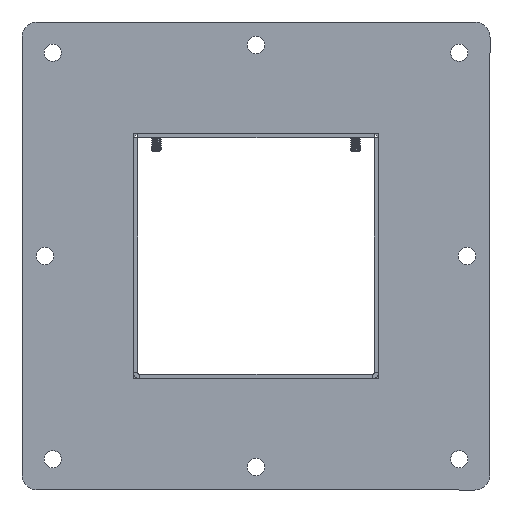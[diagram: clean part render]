
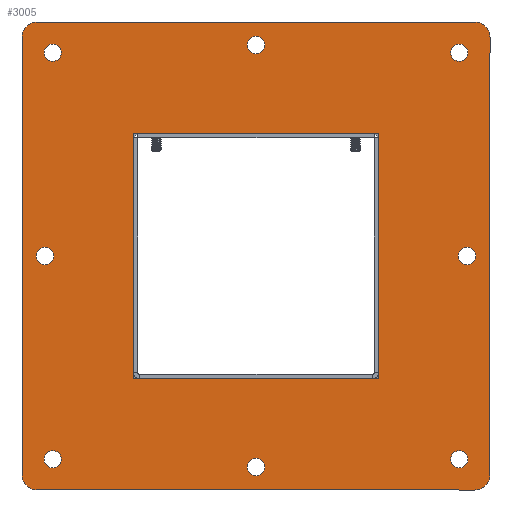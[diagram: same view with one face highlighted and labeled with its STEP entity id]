
A CAD part, front view. The second image highlights one B-rep face of the part: STEP entity #3005.
In plain terms, the highlighted face is planar.
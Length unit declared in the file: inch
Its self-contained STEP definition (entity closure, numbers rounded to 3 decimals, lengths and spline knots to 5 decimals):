
#251=FACE_BOUND('',#701,.T.);
#252=FACE_BOUND('',#702,.T.);
#253=FACE_BOUND('',#703,.T.);
#254=FACE_BOUND('',#704,.T.);
#255=FACE_BOUND('',#705,.T.);
#256=FACE_BOUND('',#706,.T.);
#257=FACE_BOUND('',#707,.T.);
#258=FACE_BOUND('',#708,.T.);
#259=FACE_BOUND('',#709,.T.);
#324=CIRCLE('',#3162,0.14063);
#326=CIRCLE('',#3165,0.14063);
#328=CIRCLE('',#3168,0.14063);
#330=CIRCLE('',#3171,0.14063);
#332=CIRCLE('',#3174,0.14063);
#334=CIRCLE('',#3177,0.14063);
#336=CIRCLE('',#3180,0.14063);
#338=CIRCLE('',#3183,0.14063);
#340=CIRCLE('',#3186,0.25);
#342=CIRCLE('',#3190,0.25);
#344=CIRCLE('',#3194,0.25);
#346=CIRCLE('',#3198,0.25);
#523=FACE_OUTER_BOUND('',#700,.T.);
#700=EDGE_LOOP('',(#2182,#2183,#2184,#2185,#2186,#2187,#2188,#2189));
#701=EDGE_LOOP('',(#2190,#2191,#2192,#2193));
#702=EDGE_LOOP('',(#2194));
#703=EDGE_LOOP('',(#2195));
#704=EDGE_LOOP('',(#2196));
#705=EDGE_LOOP('',(#2197));
#706=EDGE_LOOP('',(#2198));
#707=EDGE_LOOP('',(#2199));
#708=EDGE_LOOP('',(#2200));
#709=EDGE_LOOP('',(#2201));
#895=LINE('',#4299,#1088);
#898=LINE('',#4305,#1091);
#901=LINE('',#4311,#1094);
#904=LINE('',#4315,#1097);
#909=LINE('',#4370,#1102);
#913=LINE('',#4382,#1106);
#917=LINE('',#4394,#1110);
#920=LINE('',#4403,#1113);
#1088=VECTOR('',#3558,4.);
#1091=VECTOR('',#3563,4.);
#1094=VECTOR('',#3568,4.);
#1097=VECTOR('',#3573,4.);
#1102=VECTOR('',#3634,7.125);
#1106=VECTOR('',#3646,7.125);
#1110=VECTOR('',#3658,7.125);
#1113=VECTOR('',#3669,7.125);
#1273=VERTEX_POINT('',#4296);
#1274=VERTEX_POINT('',#4298);
#1276=VERTEX_POINT('',#4304);
#1278=VERTEX_POINT('',#4310);
#1280=VERTEX_POINT('',#4319);
#1282=VERTEX_POINT('',#4324);
#1284=VERTEX_POINT('',#4329);
#1286=VERTEX_POINT('',#4334);
#1288=VERTEX_POINT('',#4339);
#1290=VERTEX_POINT('',#4344);
#1292=VERTEX_POINT('',#4349);
#1294=VERTEX_POINT('',#4354);
#1297=VERTEX_POINT('',#4360);
#1298=VERTEX_POINT('',#4362);
#1300=VERTEX_POINT('',#4368);
#1302=VERTEX_POINT('',#4374);
#1304=VERTEX_POINT('',#4380);
#1306=VERTEX_POINT('',#4386);
#1308=VERTEX_POINT('',#4392);
#1310=VERTEX_POINT('',#4398);
#1615=EDGE_CURVE('',#1274,#1273,#895,.T.);
#1618=EDGE_CURVE('',#1276,#1274,#898,.T.);
#1621=EDGE_CURVE('',#1278,#1276,#901,.T.);
#1624=EDGE_CURVE('',#1273,#1278,#904,.T.);
#1626=EDGE_CURVE('',#1280,#1280,#324,.T.);
#1628=EDGE_CURVE('',#1282,#1282,#326,.T.);
#1630=EDGE_CURVE('',#1284,#1284,#328,.T.);
#1632=EDGE_CURVE('',#1286,#1286,#330,.T.);
#1634=EDGE_CURVE('',#1288,#1288,#332,.T.);
#1636=EDGE_CURVE('',#1290,#1290,#334,.T.);
#1638=EDGE_CURVE('',#1292,#1292,#336,.T.);
#1640=EDGE_CURVE('',#1294,#1294,#338,.T.);
#1643=EDGE_CURVE('',#1298,#1297,#340,.T.);
#1647=EDGE_CURVE('',#1297,#1300,#909,.T.);
#1650=EDGE_CURVE('',#1300,#1302,#342,.T.);
#1653=EDGE_CURVE('',#1302,#1304,#913,.T.);
#1656=EDGE_CURVE('',#1304,#1306,#344,.T.);
#1659=EDGE_CURVE('',#1306,#1308,#917,.T.);
#1662=EDGE_CURVE('',#1308,#1310,#346,.T.);
#1664=EDGE_CURVE('',#1310,#1298,#920,.T.);
#2182=ORIENTED_EDGE('',*,*,#1664,.T.);
#2183=ORIENTED_EDGE('',*,*,#1643,.T.);
#2184=ORIENTED_EDGE('',*,*,#1647,.T.);
#2185=ORIENTED_EDGE('',*,*,#1650,.T.);
#2186=ORIENTED_EDGE('',*,*,#1653,.T.);
#2187=ORIENTED_EDGE('',*,*,#1656,.T.);
#2188=ORIENTED_EDGE('',*,*,#1659,.T.);
#2189=ORIENTED_EDGE('',*,*,#1662,.T.);
#2190=ORIENTED_EDGE('',*,*,#1615,.T.);
#2191=ORIENTED_EDGE('',*,*,#1624,.T.);
#2192=ORIENTED_EDGE('',*,*,#1621,.T.);
#2193=ORIENTED_EDGE('',*,*,#1618,.T.);
#2194=ORIENTED_EDGE('',*,*,#1626,.T.);
#2195=ORIENTED_EDGE('',*,*,#1628,.T.);
#2196=ORIENTED_EDGE('',*,*,#1630,.T.);
#2197=ORIENTED_EDGE('',*,*,#1632,.T.);
#2198=ORIENTED_EDGE('',*,*,#1634,.T.);
#2199=ORIENTED_EDGE('',*,*,#1636,.T.);
#2200=ORIENTED_EDGE('',*,*,#1638,.T.);
#2201=ORIENTED_EDGE('',*,*,#1640,.T.);
#2785=PLANE('',#3201);
#3005=ADVANCED_FACE('',(#523,#251,#252,#253,#254,#255,#256,#257,#258,#259),
#2785,.F.);
#3162=AXIS2_PLACEMENT_3D('',#4320,#3578,#3579);
#3165=AXIS2_PLACEMENT_3D('',#4325,#3584,#3585);
#3168=AXIS2_PLACEMENT_3D('',#4330,#3590,#3591);
#3171=AXIS2_PLACEMENT_3D('',#4335,#3596,#3597);
#3174=AXIS2_PLACEMENT_3D('',#4340,#3602,#3603);
#3177=AXIS2_PLACEMENT_3D('',#4345,#3608,#3609);
#3180=AXIS2_PLACEMENT_3D('',#4350,#3614,#3615);
#3183=AXIS2_PLACEMENT_3D('',#4355,#3620,#3621);
#3186=AXIS2_PLACEMENT_3D('',#4363,#3627,#3628);
#3190=AXIS2_PLACEMENT_3D('',#4376,#3640,#3641);
#3194=AXIS2_PLACEMENT_3D('',#4388,#3652,#3653);
#3198=AXIS2_PLACEMENT_3D('',#4400,#3664,#3665);
#3201=AXIS2_PLACEMENT_3D('',#4405,#3672,#3673);
#3558=DIRECTION('',(0.,1.,0.));
#3563=DIRECTION('',(1.,0.,0.));
#3568=DIRECTION('',(0.,-1.,0.));
#3573=DIRECTION('',(-1.,0.,0.));
#3578=DIRECTION('center_axis',(0.,0.,1.));
#3579=DIRECTION('ref_axis',(-1.,0.,0.));
#3584=DIRECTION('center_axis',(0.,0.,1.));
#3585=DIRECTION('ref_axis',(-1.,0.,0.));
#3590=DIRECTION('center_axis',(0.,0.,1.));
#3591=DIRECTION('ref_axis',(-1.,0.,0.));
#3596=DIRECTION('center_axis',(0.,0.,1.));
#3597=DIRECTION('ref_axis',(-1.,0.,0.));
#3602=DIRECTION('center_axis',(0.,0.,1.));
#3603=DIRECTION('ref_axis',(-1.,0.,0.));
#3608=DIRECTION('center_axis',(0.,0.,1.));
#3609=DIRECTION('ref_axis',(-1.,0.,0.));
#3614=DIRECTION('center_axis',(0.,0.,1.));
#3615=DIRECTION('ref_axis',(-1.,0.,0.));
#3620=DIRECTION('center_axis',(0.,0.,1.));
#3621=DIRECTION('ref_axis',(-1.,0.,0.));
#3627=DIRECTION('center_axis',(0.,0.,-1.));
#3628=DIRECTION('ref_axis',(-1.,0.,0.));
#3634=DIRECTION('',(0.,-1.,0.));
#3640=DIRECTION('center_axis',(0.,0.,-1.));
#3641=DIRECTION('ref_axis',(0.,1.,0.));
#3646=DIRECTION('',(-1.,0.,0.));
#3652=DIRECTION('center_axis',(0.,0.,-1.));
#3653=DIRECTION('ref_axis',(1.,0.,0.));
#3658=DIRECTION('',(0.,1.,0.));
#3664=DIRECTION('center_axis',(0.,0.,-1.));
#3665=DIRECTION('ref_axis',(0.,-1.,0.));
#3669=DIRECTION('',(1.,0.,0.));
#3672=DIRECTION('center_axis',(0.,0.,1.));
#3673=DIRECTION('ref_axis',(1.,0.,0.));
#4296=CARTESIAN_POINT('',(2.,2.,0.));
#4298=CARTESIAN_POINT('',(2.,-2.,0.));
#4299=CARTESIAN_POINT('',(2.,1.,0.));
#4304=CARTESIAN_POINT('',(-2.,-2.,0.));
#4305=CARTESIAN_POINT('',(1.,-2.,0.));
#4310=CARTESIAN_POINT('',(-2.,2.,0.));
#4311=CARTESIAN_POINT('',(-2.,-1.,0.));
#4315=CARTESIAN_POINT('',(-1.,2.,0.));
#4319=CARTESIAN_POINT('',(-3.29688,0.,0.));
#4320=CARTESIAN_POINT('Origin',(-3.4375,0.,0.));
#4324=CARTESIAN_POINT('',(0.14063,-3.4375,0.));
#4325=CARTESIAN_POINT('Origin',(0.,-3.4375,0.));
#4329=CARTESIAN_POINT('',(0.14063,3.4375,0.));
#4330=CARTESIAN_POINT('Origin',(0.,3.4375,0.));
#4334=CARTESIAN_POINT('',(3.57813,0.,0.));
#4335=CARTESIAN_POINT('Origin',(3.4375,0.,0.));
#4339=CARTESIAN_POINT('',(3.45313,3.3125,0.));
#4340=CARTESIAN_POINT('Origin',(3.3125,3.3125,0.));
#4344=CARTESIAN_POINT('',(-3.17188,3.3125,0.));
#4345=CARTESIAN_POINT('Origin',(-3.3125,3.3125,0.));
#4349=CARTESIAN_POINT('',(3.45313,-3.3125,0.));
#4350=CARTESIAN_POINT('Origin',(3.3125,-3.3125,0.));
#4354=CARTESIAN_POINT('',(-3.17188,-3.3125,0.));
#4355=CARTESIAN_POINT('Origin',(-3.3125,-3.3125,0.));
#4360=CARTESIAN_POINT('',(3.8125,3.5625,0.));
#4362=CARTESIAN_POINT('',(3.5625,3.8125,0.));
#4363=CARTESIAN_POINT('Origin',(3.5625,3.5625,0.));
#4368=CARTESIAN_POINT('',(3.8125,-3.5625,0.));
#4370=CARTESIAN_POINT('',(3.8125,3.5625,0.));
#4374=CARTESIAN_POINT('',(3.5625,-3.8125,0.));
#4376=CARTESIAN_POINT('Origin',(3.5625,-3.5625,0.));
#4380=CARTESIAN_POINT('',(-3.5625,-3.8125,0.));
#4382=CARTESIAN_POINT('',(3.5625,-3.8125,0.));
#4386=CARTESIAN_POINT('',(-3.8125,-3.5625,0.));
#4388=CARTESIAN_POINT('Origin',(-3.5625,-3.5625,0.));
#4392=CARTESIAN_POINT('',(-3.8125,3.5625,0.));
#4394=CARTESIAN_POINT('',(-3.8125,-3.5625,0.));
#4398=CARTESIAN_POINT('',(-3.5625,3.8125,0.));
#4400=CARTESIAN_POINT('Origin',(-3.5625,3.5625,0.));
#4403=CARTESIAN_POINT('',(-3.5625,3.8125,0.));
#4405=CARTESIAN_POINT('Origin',(0.,0.,
0.));
